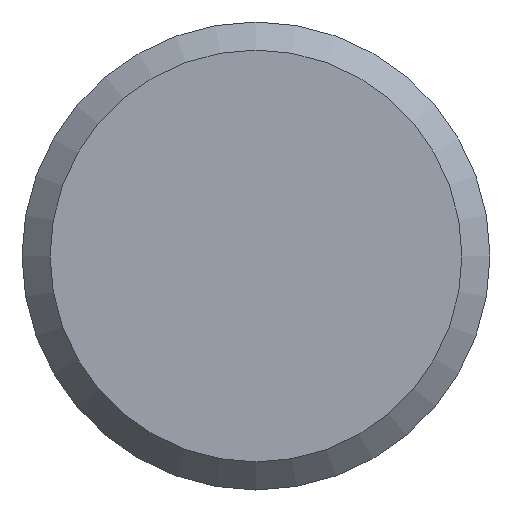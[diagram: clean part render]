
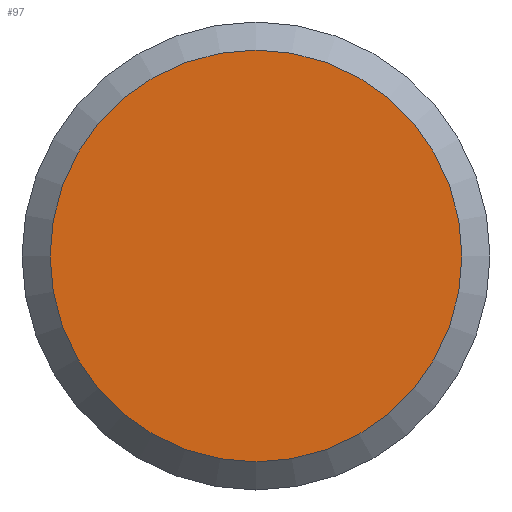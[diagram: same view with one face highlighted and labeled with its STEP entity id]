
A CAD part, left-side view. The second image highlights one B-rep face of the part: STEP entity #97.
In plain terms, the highlighted planar face has unit normal (-1, 0, 0).
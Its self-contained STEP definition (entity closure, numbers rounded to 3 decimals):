
#97=ADVANCED_FACE('',(#113),#109,.T.);
#109=PLANE('',#214);
#113=FACE_OUTER_BOUND('',#123,.T.);
#123=EDGE_LOOP('',(#149));
#149=ORIENTED_EDGE('',*,*,#184,.T.);
#171=VERTEX_POINT('',#332);
#184=EDGE_CURVE('',#171,#171,#197,.T.);
#197=CIRCLE('',#213,10.998);
#213=AXIS2_PLACEMENT_3D('',#331,#249,#250);
#214=AXIS2_PLACEMENT_3D('',#333,#251,#252);
#249=DIRECTION('',(-1.,0.,0.));
#250=DIRECTION('',(0.,-1.,0.));
#251=DIRECTION('',(-1.,0.,0.));
#252=DIRECTION('',(0.,-1.,0.));
#331=CARTESIAN_POINT('',(-153.,0.,0.));
#332=CARTESIAN_POINT('',(-153.,-10.998,0.));
#333=CARTESIAN_POINT('',(-153.,0.,0.));
